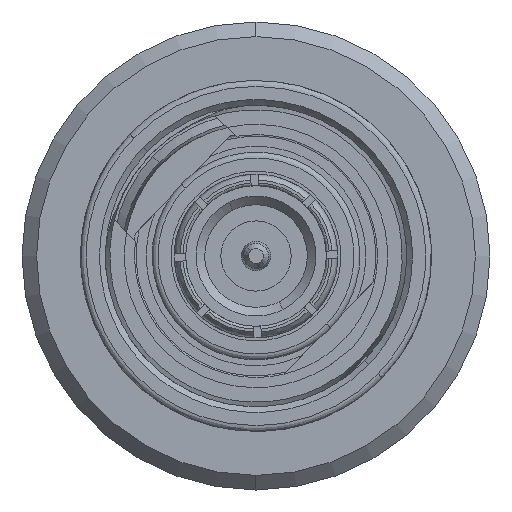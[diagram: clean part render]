
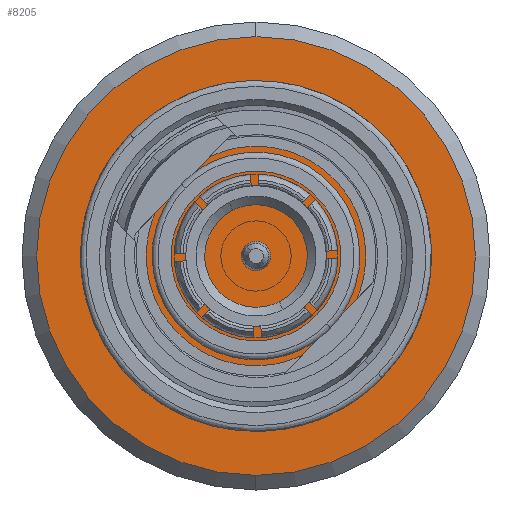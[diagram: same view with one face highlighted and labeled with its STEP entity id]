
A CAD part, left-side view. The second image highlights one B-rep face of the part: STEP entity #8205.
In plain terms, the highlighted planar face has unit normal (-1, 0, 0).
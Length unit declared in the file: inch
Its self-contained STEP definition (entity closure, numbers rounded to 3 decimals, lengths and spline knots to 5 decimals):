
#94 = DIRECTION ( 'NONE',  ( 1., 0., 0. ) ) ;
#1057 = CARTESIAN_POINT ( 'NONE',  ( 83.65199, 49.95645, 0.29528 ) ) ;
#1374 = CARTESIAN_POINT ( 'NONE',  ( 83.65199, 49.95645, 0. ) ) ;
#1848 = CARTESIAN_POINT ( 'NONE',  ( 83.65199, 49.95645, 0. ) ) ;
#2076 = AXIS2_PLACEMENT_3D ( 'NONE', #7074, #94, #5742 ) ;
#2080 = ORIENTED_EDGE ( 'NONE', *, *, #3670, .F. ) ;
#3038 = CIRCLE ( 'NONE', #7966, 0.29528 ) ;
#3670 = EDGE_CURVE ( 'NONE', #4802, #7057, #3038, .T. ) ;
#3814 = PLANE ( 'NONE',  #7705 ) ;
#4802 = VERTEX_POINT ( 'NONE', #6233 ) ;
#5726 = DIRECTION ( 'NONE',  ( -1., 0., 0. ) ) ;
#5742 = DIRECTION ( 'NONE',  ( 0., 0., -1. ) ) ;
#6233 = CARTESIAN_POINT ( 'NONE',  ( 83.65199, 49.95645, -0.29528 ) ) ;
#6241 = DIRECTION ( 'NONE',  ( 0., 0., -1. ) ) ;
#6288 = DIRECTION ( 'NONE',  ( 1., 0., 0. ) ) ;
#6470 = DIRECTION ( 'NONE',  ( 0., 0., 1. ) ) ;
#6638 = EDGE_CURVE ( 'NONE', #7057, #4802, #6775, .T. ) ;
#6775 = CIRCLE ( 'NONE', #2076, 0.29528 ) ;
#6978 = FACE_OUTER_BOUND ( 'NONE', #7253, .T. ) ;
#7057 = VERTEX_POINT ( 'NONE', #1057 ) ;
#7074 = CARTESIAN_POINT ( 'NONE',  ( 83.65199, 49.95645, 0. ) ) ;
#7253 = EDGE_LOOP ( 'NONE', ( #2080, #7600 ) ) ;
#7600 = ORIENTED_EDGE ( 'NONE', *, *, #6638, .F. ) ;
#7705 = AXIS2_PLACEMENT_3D ( 'NONE', #1374, #5726, #6470 ) ;
#7966 = AXIS2_PLACEMENT_3D ( 'NONE', #1848, #6288, #6241 ) ;
#8205 = ADVANCED_FACE ( 'NONE', ( #6978 ), #3814, .T. ) ;
